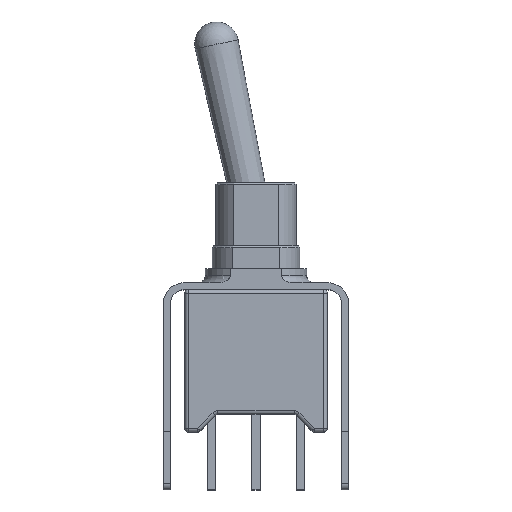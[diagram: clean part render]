
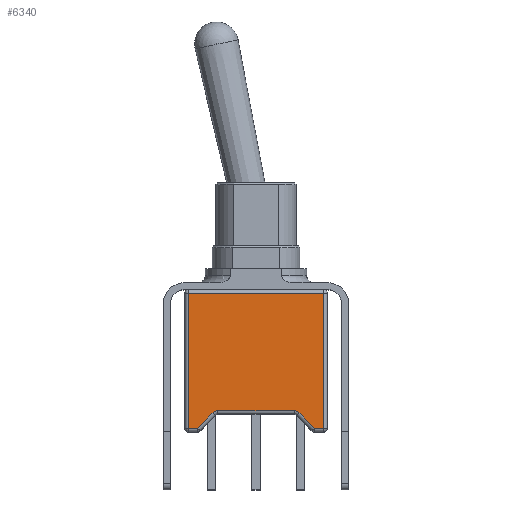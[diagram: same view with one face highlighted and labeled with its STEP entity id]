
A CAD part, top view. The second image highlights one B-rep face of the part: STEP entity #6340.
In plain terms, the highlighted planar face has unit normal (0, 0, 1).
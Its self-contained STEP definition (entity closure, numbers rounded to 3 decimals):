
#83 = CARTESIAN_POINT ( 'NONE',  ( 4.05, 0.2, 4.55 ) ) ;
#224 = LINE ( 'NONE', #6283, #3522 ) ;
#435 = CARTESIAN_POINT ( 'NONE',  ( -3.85, 0.2, 4.55 ) ) ;
#458 = DIRECTION ( 'NONE',  ( 0., 1., 0. ) ) ;
#464 = DIRECTION ( 'NONE',  ( 1., 0., 0. ) ) ;
#536 = CARTESIAN_POINT ( 'NONE',  ( 2.167, 0.8, 4.55 ) ) ;
#596 = EDGE_CURVE ( 'NONE', #3409, #4943, #224, .T. ) ;
#762 = EDGE_CURVE ( 'NONE', #4814, #1453, #4399, .T. ) ;
#785 = VERTEX_POINT ( 'NONE', #5918 ) ;
#787 = CARTESIAN_POINT ( 'NONE',  ( 3.333, 0.2, 4.55 ) ) ;
#900 = DIRECTION ( 'NONE',  ( 1., 0., 0. ) ) ;
#910 = CARTESIAN_POINT ( 'NONE',  ( 3.85, 8.1, 4.55 ) ) ;
#1062 = DIRECTION ( 'NONE',  ( 0., 0., 1. ) ) ;
#1163 = ORIENTED_EDGE ( 'NONE', *, *, #5533, .F. ) ;
#1261 = CARTESIAN_POINT ( 'NONE',  ( 3.85, 7.9, 4.55 ) ) ;
#1288 = DIRECTION ( 'NONE',  ( 0., 0., 1. ) ) ;
#1308 = CARTESIAN_POINT ( 'NONE',  ( 3.391, 0.141, 4.55 ) ) ;
#1392 = ORIENTED_EDGE ( 'NONE', *, *, #596, .T. ) ;
#1453 = VERTEX_POINT ( 'NONE', #1261 ) ;
#1471 = LINE ( 'NONE', #3469, #5089 ) ;
#1493 = CARTESIAN_POINT ( 'NONE',  ( 2.167, 1.2, 4.55 ) ) ;
#1537 = ORIENTED_EDGE ( 'NONE', *, *, #2880, .T. ) ;
#1540 = CARTESIAN_POINT ( 'NONE',  ( -2.167, 1.2, 4.55 ) ) ;
#1610 = DIRECTION ( 'NONE',  ( 1., 0., 0. ) ) ;
#1633 = ORIENTED_EDGE ( 'NONE', *, *, #2128, .T. ) ;
#1697 = AXIS2_PLACEMENT_3D ( 'NONE', #6068, #6095, #1610 ) ;
#1781 = CIRCLE ( 'NONE', #2408, 0.4 ) ;
#1850 = ORIENTED_EDGE ( 'NONE', *, *, #762, .T. ) ;
#1889 = EDGE_CURVE ( 'NONE', #4888, #2996, #5844, .T. ) ;
#1997 = ORIENTED_EDGE ( 'NONE', *, *, #4854, .T. ) ;
#2045 = LINE ( 'NONE', #83, #6335 ) ;
#2083 = VECTOR ( 'NONE', #5609, 1000. ) ;
#2092 = VERTEX_POINT ( 'NONE', #787 ) ;
#2128 = EDGE_CURVE ( 'NONE', #1453, #3409, #6098, .T. ) ;
#2201 = EDGE_CURVE ( 'NONE', #4943, #785, #1471, .T. ) ;
#2204 = AXIS2_PLACEMENT_3D ( 'NONE', #4706, #1288, #3187 ) ;
#2312 = DIRECTION ( 'NONE',  ( 0.707, 0.707, 0. ) ) ;
#2408 = AXIS2_PLACEMENT_3D ( 'NONE', #536, #1062, #4542 ) ;
#2663 = CARTESIAN_POINT ( 'NONE',  ( 2.45, 1.083, 4.55 ) ) ;
#2749 = FACE_OUTER_BOUND ( 'NONE', #4661, .T. ) ;
#2880 = EDGE_CURVE ( 'NONE', #2092, #4814, #2045, .T. ) ;
#2882 = CARTESIAN_POINT ( 'NONE',  ( -2.45, 1.083, 4.55 ) ) ;
#2886 = CARTESIAN_POINT ( 'NONE',  ( 2.25, 1.2, 4.55 ) ) ;
#2996 = VERTEX_POINT ( 'NONE', #1493 ) ;
#3088 = ORIENTED_EDGE ( 'NONE', *, *, #2201, .T. ) ;
#3187 = DIRECTION ( 'NONE',  ( 1., 0., 0. ) ) ;
#3198 = DIRECTION ( 'NONE',  ( 0., -1., 0. ) ) ;
#3406 = CARTESIAN_POINT ( 'NONE',  ( 3.85, 0.2, 4.55 ) ) ;
#3409 = VERTEX_POINT ( 'NONE', #5088 ) ;
#3420 = VECTOR ( 'NONE', #458, 1000. ) ;
#3469 = CARTESIAN_POINT ( 'NONE',  ( 0., 0.2, 4.55 ) ) ;
#3522 = VECTOR ( 'NONE', #3198, 1000. ) ;
#3888 = ORIENTED_EDGE ( 'NONE', *, *, #5630, .T. ) ;
#4087 = PLANE ( 'NONE',  #1697 ) ;
#4245 = CARTESIAN_POINT ( 'NONE',  ( 0., 7.9, 4.55 ) ) ;
#4399 = LINE ( 'NONE', #910, #3420 ) ;
#4494 = VECTOR ( 'NONE', #2312, 1000. ) ;
#4506 = DIRECTION ( 'NONE',  ( 0.707, -0.707, 0. ) ) ;
#4517 = DIRECTION ( 'NONE',  ( 1., 0., 0. ) ) ;
#4542 = DIRECTION ( 'NONE',  ( 1., 0., 0. ) ) ;
#4551 = EDGE_CURVE ( 'NONE', #5537, #2996, #1781, .T. ) ;
#4625 = ORIENTED_EDGE ( 'NONE', *, *, #1889, .T. ) ;
#4661 = EDGE_LOOP ( 'NONE', ( #1392, #3088, #3888, #1163, #4625, #5202, #1997, #1537, #1850, #1633 ) ) ;
#4706 = CARTESIAN_POINT ( 'NONE',  ( -2.167, 0.8, 4.55 ) ) ;
#4814 = VERTEX_POINT ( 'NONE', #3406 ) ;
#4854 = EDGE_CURVE ( 'NONE', #5537, #2092, #6265, .T. ) ;
#4888 = VERTEX_POINT ( 'NONE', #1540 ) ;
#4943 = VERTEX_POINT ( 'NONE', #435 ) ;
#5008 = CIRCLE ( 'NONE', #2204, 0.4 ) ;
#5088 = CARTESIAN_POINT ( 'NONE',  ( -3.85, 7.9, 4.55 ) ) ;
#5089 = VECTOR ( 'NONE', #464, 1000. ) ;
#5202 = ORIENTED_EDGE ( 'NONE', *, *, #4551, .F. ) ;
#5327 = LINE ( 'NONE', #5775, #4494 ) ;
#5533 = EDGE_CURVE ( 'NONE', #4888, #6013, #5008, .T. ) ;
#5537 = VERTEX_POINT ( 'NONE', #2663 ) ;
#5609 = DIRECTION ( 'NONE',  ( -1., 0., 0. ) ) ;
#5620 = VECTOR ( 'NONE', #4506, 1000. ) ;
#5630 = EDGE_CURVE ( 'NONE', #785, #6013, #5327, .T. ) ;
#5775 = CARTESIAN_POINT ( 'NONE',  ( -2.391, 1.141, 4.55 ) ) ;
#5844 = LINE ( 'NONE', #2886, #6438 ) ;
#5918 = CARTESIAN_POINT ( 'NONE',  ( -3.333, 0.2, 4.55 ) ) ;
#6013 = VERTEX_POINT ( 'NONE', #2882 ) ;
#6068 = CARTESIAN_POINT ( 'NONE',  ( 0., 0., 4.55 ) ) ;
#6095 = DIRECTION ( 'NONE',  ( 0., 0., 1. ) ) ;
#6098 = LINE ( 'NONE', #4245, #2083 ) ;
#6265 = LINE ( 'NONE', #1308, #5620 ) ;
#6283 = CARTESIAN_POINT ( 'NONE',  ( -3.85, 0., 4.55 ) ) ;
#6335 = VECTOR ( 'NONE', #4517, 1000. ) ;
#6340 = ADVANCED_FACE ( 'NONE', ( #2749 ), #4087, .T. ) ;
#6438 = VECTOR ( 'NONE', #900, 1000. ) ;
